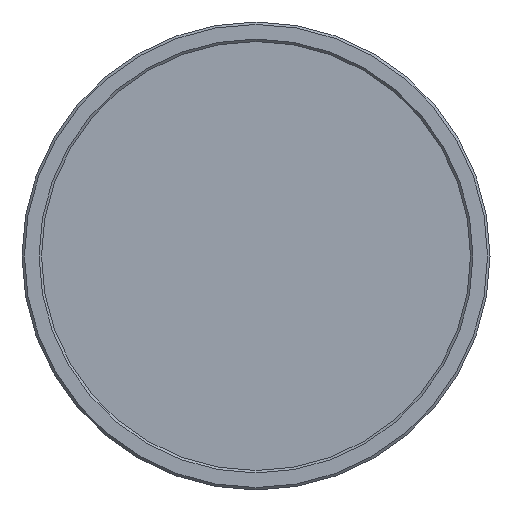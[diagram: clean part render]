
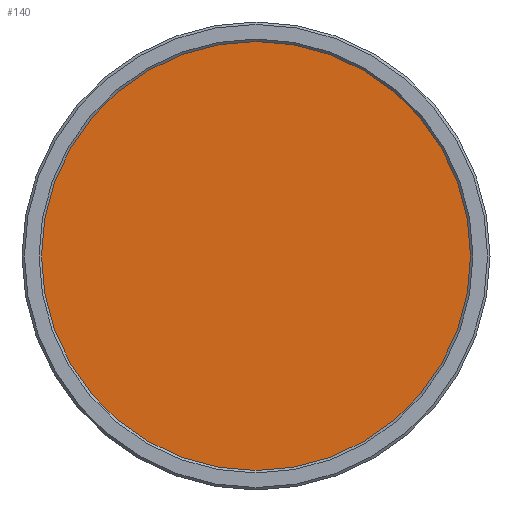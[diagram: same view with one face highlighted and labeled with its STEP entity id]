
A CAD part, left-side view. The second image highlights one B-rep face of the part: STEP entity #140.
In plain terms, the highlighted planar face has unit normal (-1, 0, 0).
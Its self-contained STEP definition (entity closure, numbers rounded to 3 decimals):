
#140=ADVANCED_FACE('',(#163),#161,.F.);
#161=PLANE('',#443);
#163=FACE_OUTER_BOUND('',#207,.T.);
#207=EDGE_LOOP('',(#271));
#271=ORIENTED_EDGE('',*,*,#355,.F.);
#323=VERTEX_POINT('',#671);
#355=EDGE_CURVE('',#323,#323,#387,.T.);
#387=CIRCLE('',#441,22.);
#441=AXIS2_PLACEMENT_3D('',#670,#560,#561);
#443=AXIS2_PLACEMENT_3D('',#673,#564,#565);
#560=DIRECTION('',(1.,0.,0.));
#561=DIRECTION('',(0.,0.,-1.));
#564=DIRECTION('',(1.,0.,0.));
#565=DIRECTION('',(0.,0.,-1.));
#670=CARTESIAN_POINT('',(3.,0.,0.));
#671=CARTESIAN_POINT('',(3.,0.,-22.));
#673=CARTESIAN_POINT('',(3.,0.,0.));
